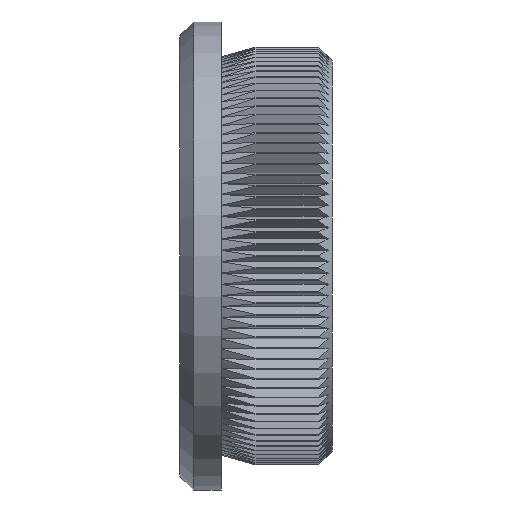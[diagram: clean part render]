
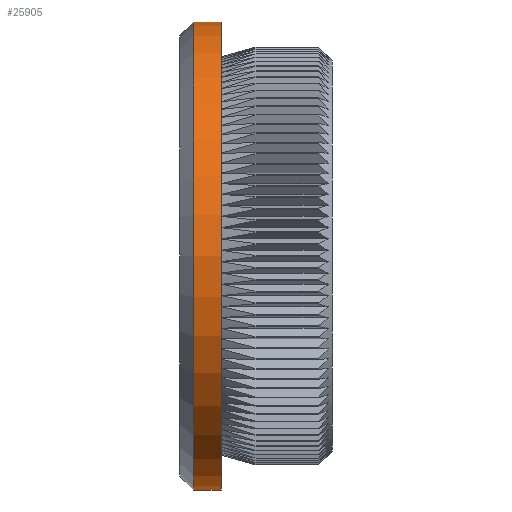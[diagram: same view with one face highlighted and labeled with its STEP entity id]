
A CAD part, left-side view. The second image highlights one B-rep face of the part: STEP entity #25905.
In plain terms, the highlighted cylindrical face has radius 16.85 mm (diameter 33.7 mm), a partial arc.
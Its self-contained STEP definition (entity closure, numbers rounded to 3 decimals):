
#322 = DIRECTION ( 'NONE',  ( 0., -1., 0. ) ) ;
#1394 = VECTOR ( 'NONE', #16650, 1000. ) ;
#1920 = DIRECTION ( 'NONE',  ( 0., -1., 0. ) ) ;
#2932 = VERTEX_POINT ( 'NONE', #21164 ) ;
#3244 = ORIENTED_EDGE ( 'NONE', *, *, #22711, .T. ) ;
#3383 = EDGE_CURVE ( 'NONE', #25947, #6823, #3731, .T. ) ;
#3603 = ORIENTED_EDGE ( 'NONE', *, *, #11960, .F. ) ;
#3731 = LINE ( 'NONE', #16165, #1394 ) ;
#5810 = LINE ( 'NONE', #21640, #26243 ) ;
#6823 = VERTEX_POINT ( 'NONE', #23919 ) ;
#7303 = AXIS2_PLACEMENT_3D ( 'NONE', #17791, #322, #19933 ) ;
#8046 = CARTESIAN_POINT ( 'NONE',  ( 0., 0., 0. ) ) ;
#8931 = EDGE_LOOP ( 'NONE', ( #16745, #3244, #20584, #3603 ) ) ;
#10582 = DIRECTION ( 'NONE',  ( 0., -1., 0. ) ) ;
#11467 = EDGE_CURVE ( 'NONE', #26189, #2932, #5810, .T. ) ;
#11960 = EDGE_CURVE ( 'NONE', #2932, #6823, #24238, .T. ) ;
#13302 = DIRECTION ( 'NONE',  ( 0., -1., 0. ) ) ;
#16165 = CARTESIAN_POINT ( 'NONE',  ( 0., 0., -16.85 ) ) ;
#16522 = CYLINDRICAL_SURFACE ( 'NONE', #21844, 16.85 ) ;
#16650 = DIRECTION ( 'NONE',  ( 0., -1., 0. ) ) ;
#16745 = ORIENTED_EDGE ( 'NONE', *, *, #11467, .F. ) ;
#16789 = CARTESIAN_POINT ( 'NONE',  ( 0., 10., -16.85 ) ) ;
#17791 = CARTESIAN_POINT ( 'NONE',  ( 0., 8., 0. ) ) ;
#18586 = AXIS2_PLACEMENT_3D ( 'NONE', #23595, #1920, #21357 ) ;
#19933 = DIRECTION ( 'NONE',  ( 0., 0., -1. ) ) ;
#20584 = ORIENTED_EDGE ( 'NONE', *, *, #3383, .T. ) ;
#21164 = CARTESIAN_POINT ( 'NONE',  ( 0., 8., 16.85 ) ) ;
#21357 = DIRECTION ( 'NONE',  ( 0., 0., 1. ) ) ;
#21640 = CARTESIAN_POINT ( 'NONE',  ( 0., 0., 16.85 ) ) ;
#21844 = AXIS2_PLACEMENT_3D ( 'NONE', #8046, #10582, #23036 ) ;
#22711 = EDGE_CURVE ( 'NONE', #26189, #25947, #22955, .T. ) ;
#22955 = CIRCLE ( 'NONE', #18586, 16.85 ) ;
#23036 = DIRECTION ( 'NONE',  ( 0., 0., -1. ) ) ;
#23595 = CARTESIAN_POINT ( 'NONE',  ( 0., 10., 0. ) ) ;
#23919 = CARTESIAN_POINT ( 'NONE',  ( 0., 8., -16.85 ) ) ;
#24238 = CIRCLE ( 'NONE', #7303, 16.85 ) ;
#25905 = ADVANCED_FACE ( 'NONE', ( #27509 ), #16522, .T. ) ;
#25947 = VERTEX_POINT ( 'NONE', #16789 ) ;
#26189 = VERTEX_POINT ( 'NONE', #27083 ) ;
#26243 = VECTOR ( 'NONE', #13302, 1000. ) ;
#27083 = CARTESIAN_POINT ( 'NONE',  ( 0., 10., 16.85 ) ) ;
#27509 = FACE_OUTER_BOUND ( 'NONE', #8931, .T. ) ;
